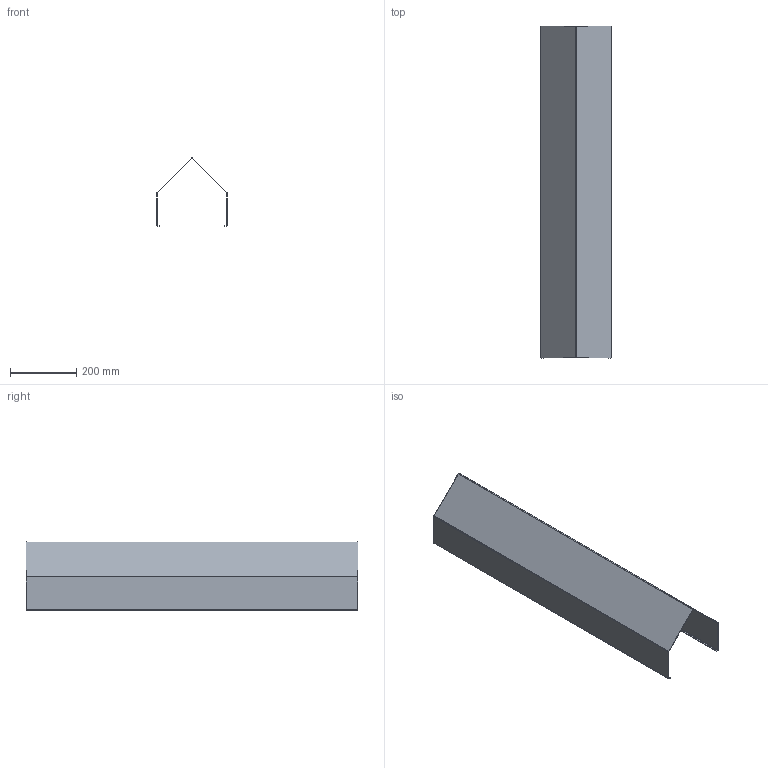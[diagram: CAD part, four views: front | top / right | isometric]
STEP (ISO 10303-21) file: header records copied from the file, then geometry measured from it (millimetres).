
FILE_DESCRIPTION(/* description */ ('STEP AP214'),/* implementation_level */ '2;1');
FILE_NAME(/* name */ '68c3c6aa5d940a0454350d37',/* time_stamp */ '2025-09-12T07:07:23Z',/* author */ (''),/* organization */ (''),/* preprocessor_version */ 'ST-DEVELOPER v20',/* originating_system */ 'ONSHAPE BY PTC INC, 1.203',/* authorisation */ ' ');
FILE_SCHEMA (('AUTOMOTIVE_DESIGN {1 0 10303 214 3 1 1}'));
Length unit declared in the file: metre
Products named in the file (1): Part 1
Bounding box: 212.13 x 1000 x 206.31 mm (x, y, z)
Volume: 765249.9 mm3; surface area: 1024863.7 mm2
Topology: 1 solids, 1 shells, 46 faces, 92 edges, 48 vertices
Faces by surface type: plane 36, cylinder 10
Entity records: 1166 total; most frequent: DIRECTION 206, CARTESIAN_POINT 187, ORIENTED_EDGE 184, EDGE_CURVE 92, LINE 72, VECTOR 72, AXIS2_PLACEMENT_3D 67, VERTEX_POINT 48
